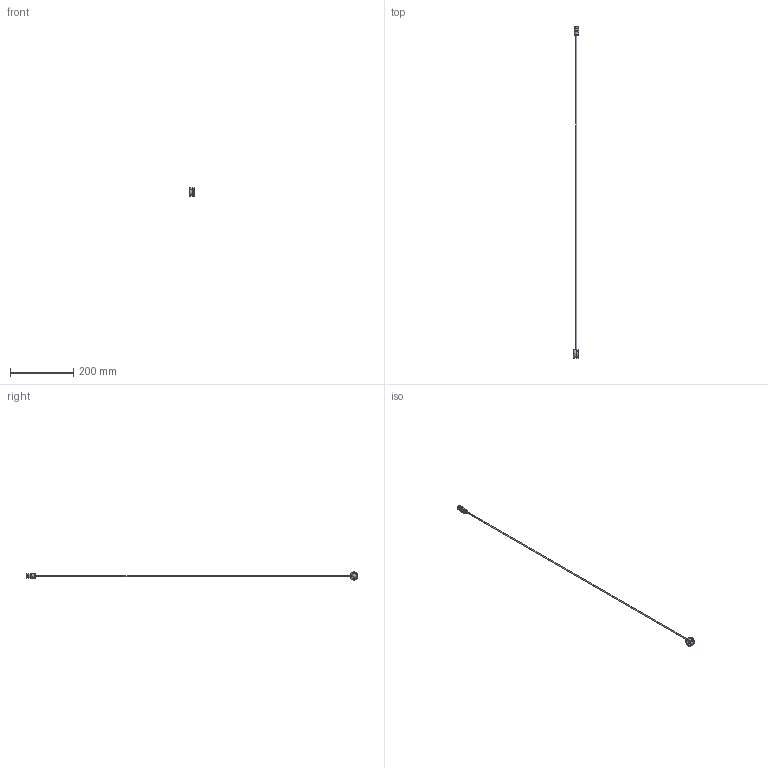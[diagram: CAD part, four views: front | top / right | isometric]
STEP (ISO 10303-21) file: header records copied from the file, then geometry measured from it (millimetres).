
FILE_DESCRIPTION (( 'STEP AP214' ), '1' );
FILE_NAME ('IBU-70-9001 Assembly HHL E0W 2.STEP', '2022-05-10T13:46:23', ( '' ), ( '' ), 'SwSTEP 2.0', 'SolidWorks 2018', '' );
FILE_SCHEMA (( 'AUTOMOTIVE_DESIGN' ));
Length unit declared in the file: millimetre
Products named in the file (1): IBU-70-9001 Assembly HHL E0W 2
Bounding box: 17.59 x 1046.12 x 25.4 mm (x, y, z)
Surface area: 20739.3 mm2 (no closed solid volume)
Topology: 0 solids, 15 shells, 1163 faces, 3084 edges, 1988 vertices
Faces by surface type: plane 380, cylinder 296, bspline 276, cone 159, torus 50, sphere 2
Entity records: 77056 total; most frequent: CARTESIAN_POINT 39159, ORIENTED_EDGE 6125, DIRECTION 3769, EDGE_CURVE 3075, VERTEX_POINT 1984, AXIS2_PLACEMENT_3D 1411, B_SPLINE_CURVE_WITH_KNOTS 1321, EDGE_LOOP 1263
